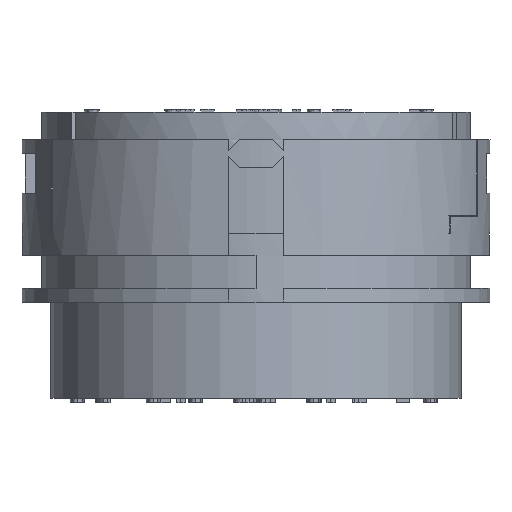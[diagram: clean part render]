
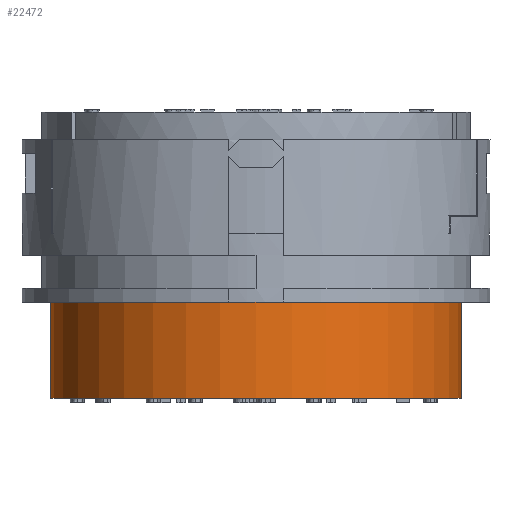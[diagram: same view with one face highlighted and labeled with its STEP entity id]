
A CAD part, front view. The second image highlights one B-rep face of the part: STEP entity #22472.
In plain terms, the highlighted cylindrical face has radius 7.45 mm (diameter 14.9 mm), a partial arc.
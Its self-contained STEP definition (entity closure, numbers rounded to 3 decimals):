
#3386=CARTESIAN_POINT('',(0.,0.,-2.5));
#3387=DIRECTION('',(0.,0.,1.));
#3388=DIRECTION('',(-1.,0.,0.));
#3389=AXIS2_PLACEMENT_3D('',#3386,#3387,#3388);
#3557=DIRECTION('',(0.,0.,1.));
#3558=VECTOR('',#3557,3.5);
#3559=CARTESIAN_POINT('',(-7.45,0.,-6.));
#3560=LINE('',#3559,#3558);
#3561=CARTESIAN_POINT('',(0.,0.,-6.));
#3562=DIRECTION('',(0.,0.,-1.));
#3563=DIRECTION('',(1.,0.,0.));
#3564=AXIS2_PLACEMENT_3D('',#3561,#3562,#3563);
#4767=DIRECTION('',(0.,0.,1.));
#4768=VECTOR('',#4767,3.5);
#4769=CARTESIAN_POINT('',(7.45,0.,-6.));
#4770=LINE('',#4769,#4768);
#15992=CARTESIAN_POINT('',(-7.45,0.,-2.5));
#15993=CARTESIAN_POINT('',(7.45,0.,-2.5));
#15994=VERTEX_POINT('',#15992);
#15995=VERTEX_POINT('',#15993);
#15996=CARTESIAN_POINT('',(7.45,0.,-6.));
#15997=CARTESIAN_POINT('',(-7.45,0.,-6.));
#15998=VERTEX_POINT('',#15996);
#15999=VERTEX_POINT('',#15997);
#22458=CARTESIAN_POINT('',(0.,0.,-6.));
#22459=DIRECTION('',(0.,0.,-1.));
#22460=DIRECTION('',(-1.,0.,0.));
#22461=AXIS2_PLACEMENT_3D('',#22458,#22459,#22460);
#22462=CYLINDRICAL_SURFACE('',#22461,7.45);
#22464=ORIENTED_EDGE('',*,*,#22463,.T.);
#22466=ORIENTED_EDGE('',*,*,#22465,.T.);
#22467=ORIENTED_EDGE('',*,*,#22001,.T.);
#22469=ORIENTED_EDGE('',*,*,#22468,.F.);
#22470=EDGE_LOOP('',(#22464,#22466,#22467,#22469));
#22471=FACE_OUTER_BOUND('',#22470,.F.);
#3390=CIRCLE('',#3389,7.45);
#3565=CIRCLE('',#3564,7.45);
#22001=EDGE_CURVE('',#15994,#15995,#3390,.T.);
#22463=EDGE_CURVE('',#15998,#15999,#3565,.T.);
#22465=EDGE_CURVE('',#15999,#15994,#3560,.T.);
#22468=EDGE_CURVE('',#15998,#15995,#4770,.T.);
#22472=ADVANCED_FACE('',(#22471),#22462,.T.);
